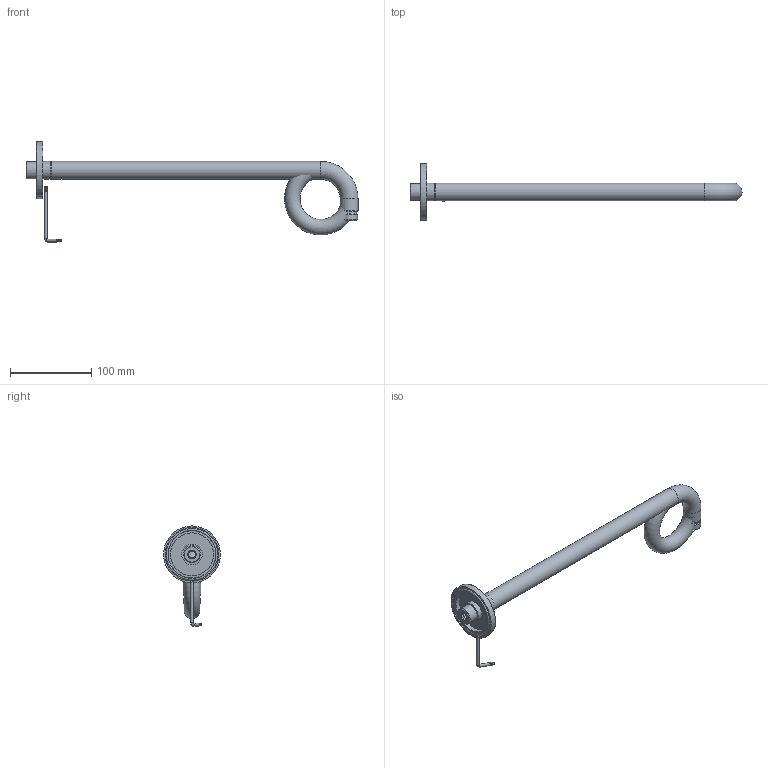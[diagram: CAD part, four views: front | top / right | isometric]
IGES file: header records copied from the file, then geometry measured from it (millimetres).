
Start section: C
Global section: file name: CB450-00 r1.igs; native system: By Siemens PLM Incorporated; preprocessor: XPlus GENERIC/IGES 21.0.46; author: Author; organization: Title; date: 20180115.155702; units: millimetre
Bounding box: 409 x 70 x 123.34 mm (x, y, z)
Volume: 134434.6 mm3; surface area: 83872.3 mm2
Topology: 10 solids, 10 shells, 185 faces, 417 edges, 272 vertices
Faces by surface type: plane 106, cylinder 48, cone 21, torus 8, revolution 2
Full cylindrical faces by diameter (mm): 3.242 x1, 3.7 x2, 4 x1, 8.3 x1, 12.3 x3, 12.5 x1, 16 x6, 17 x1, 17.5 x1, 18.5 x2, 18.917 x4, 19 x1, 19.3 x1, 20 x2, 20.5 x2, 20.955 x3, 22 x4, 22.1 x1, 25.3 x1, 53 x1, 59 x1, 66 x1, 70 x1
